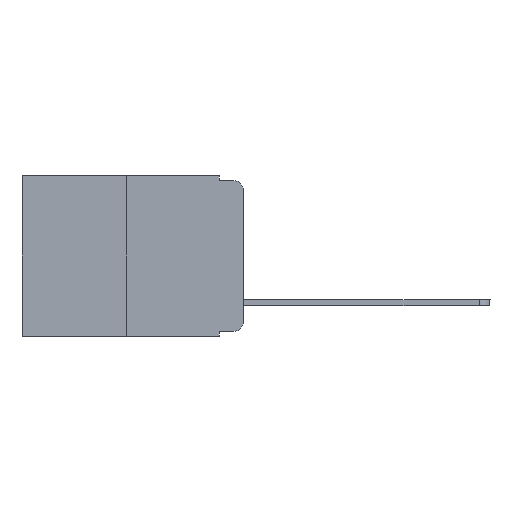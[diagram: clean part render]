
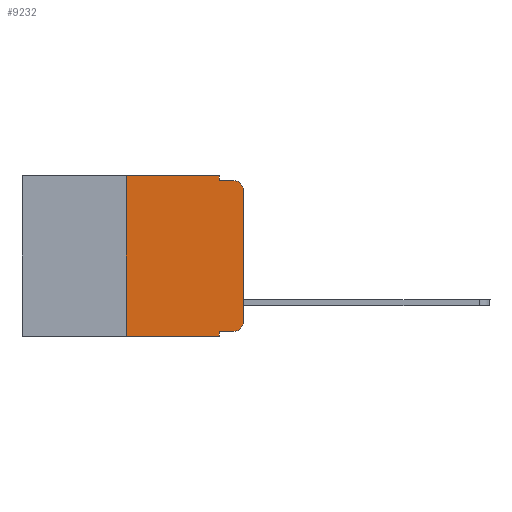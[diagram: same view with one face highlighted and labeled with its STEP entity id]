
A CAD part, left-side view. The second image highlights one B-rep face of the part: STEP entity #9232.
In plain terms, the highlighted planar face has unit normal (-1, 0, 0).
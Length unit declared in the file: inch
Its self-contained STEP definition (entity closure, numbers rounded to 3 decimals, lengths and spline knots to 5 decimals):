
#55 = VERTEX_POINT ( 'NONE', #7556 ) ;
#561 = CARTESIAN_POINT ( 'NONE',  ( 0., 0.473, -0.343 ) ) ;
#649 = VERTEX_POINT ( 'NONE', #15825 ) ;
#971 = ORIENTED_EDGE ( 'NONE', *, *, #19768, .T. ) ;
#1227 = VERTEX_POINT ( 'NONE', #14684 ) ;
#1338 = DIRECTION ( 'NONE',  ( -1., 0., 0. ) ) ;
#1551 = VERTEX_POINT ( 'NONE', #20458 ) ;
#1654 = ORIENTED_EDGE ( 'NONE', *, *, #15467, .T. ) ;
#1750 = CARTESIAN_POINT ( 'NONE',  ( 0., 0.051, -0.333 ) ) ;
#2871 = CARTESIAN_POINT ( 'NONE',  ( 0., 0.02, -0.03 ) ) ;
#2903 = CARTESIAN_POINT ( 'NONE',  ( 0., 0.051, 0. ) ) ;
#2972 = EDGE_CURVE ( 'NONE', #15651, #13131, #13043, .T. ) ;
#3047 = LINE ( 'NONE', #561, #16946 ) ;
#3072 = DIRECTION ( 'NONE',  ( 0., 0., 1. ) ) ;
#3872 = LINE ( 'NONE', #6810, #19775 ) ;
#3875 = FACE_OUTER_BOUND ( 'NONE', #4488, .T. ) ;
#4320 = EDGE_CURVE ( 'NONE', #11386, #649, #14892, .T. ) ;
#4342 = VECTOR ( 'NONE', #16782, 39.37008 ) ;
#4488 = EDGE_LOOP ( 'NONE', ( #1654, #11668, #20297, #20495, #16400, #16836, #17955, #12144, #13793, #971 ) ) ;
#4812 = CARTESIAN_POINT ( 'NONE',  ( 0., 0., -0.03 ) ) ;
#5090 = EDGE_CURVE ( 'NONE', #13131, #1551, #15377, .T. ) ;
#5095 = EDGE_CURVE ( 'NONE', #11451, #1551, #9708, .T. ) ;
#5241 = DIRECTION ( 'NONE',  ( 0., 0., 1. ) ) ;
#5310 = VECTOR ( 'NONE', #9115, 39.37008 ) ;
#5417 = DIRECTION ( 'NONE',  ( 0., -1., 0. ) ) ;
#5735 = EDGE_CURVE ( 'NONE', #13018, #1227, #8376, .T. ) ;
#5878 = CARTESIAN_POINT ( 'NONE',  ( 0., 0.051, 0. ) ) ;
#6046 = DIRECTION ( 'NONE',  ( 0., -1., 0. ) ) ;
#6360 = CARTESIAN_POINT ( 'NONE',  ( 0., 0.25, -0.343 ) ) ;
#6748 = CARTESIAN_POINT ( 'NONE',  ( 0., 0.051, -0.333 ) ) ;
#6810 = CARTESIAN_POINT ( 'NONE',  ( 0., 0., 0. ) ) ;
#6963 = LINE ( 'NONE', #6748, #19832 ) ;
#7556 = CARTESIAN_POINT ( 'NONE',  ( 0., 0.02, -0.333 ) ) ;
#8103 = EDGE_CURVE ( 'NONE', #13018, #55, #6963, .T. ) ;
#8376 = LINE ( 'NONE', #2903, #17652 ) ;
#9115 = DIRECTION ( 'NONE',  ( 0., -1., 0. ) ) ;
#9232 = ADVANCED_FACE ( 'NONE', ( #3875 ), #20318, .F. ) ;
#9515 = DIRECTION ( 'NONE',  ( 0., 0., -1. ) ) ;
#9708 = CIRCLE ( 'NONE', #11378, 0.02 ) ;
#9811 = CARTESIAN_POINT ( 'NONE',  ( 0., 0.051, 0. ) ) ;
#10526 = VECTOR ( 'NONE', #3072, 39.37008 ) ;
#10532 = DIRECTION ( 'NONE',  ( 1., 0., 0. ) ) ;
#11378 = AXIS2_PLACEMENT_3D ( 'NONE', #2871, #12559, #14206 ) ;
#11386 = VERTEX_POINT ( 'NONE', #6360 ) ;
#11451 = VERTEX_POINT ( 'NONE', #4812 ) ;
#11560 = AXIS2_PLACEMENT_3D ( 'NONE', #20391, #10532, #12052 ) ;
#11668 = ORIENTED_EDGE ( 'NONE', *, *, #5095, .T. ) ;
#11873 = CARTESIAN_POINT ( 'NONE',  ( 0., 0.051, -0.01 ) ) ;
#12052 = DIRECTION ( 'NONE',  ( 0., 0., -1. ) ) ;
#12144 = ORIENTED_EDGE ( 'NONE', *, *, #5735, .F. ) ;
#12559 = DIRECTION ( 'NONE',  ( -1., 0., 0. ) ) ;
#13018 = VERTEX_POINT ( 'NONE', #1750 ) ;
#13043 = LINE ( 'NONE', #9811, #4342 ) ;
#13131 = VERTEX_POINT ( 'NONE', #11873 ) ;
#13455 = CIRCLE ( 'NONE', #14320, 0.02 ) ;
#13793 = ORIENTED_EDGE ( 'NONE', *, *, #8103, .T. ) ;
#14206 = DIRECTION ( 'NONE',  ( 0., 0., -1. ) ) ;
#14320 = AXIS2_PLACEMENT_3D ( 'NONE', #20826, #1338, #9515 ) ;
#14684 = CARTESIAN_POINT ( 'NONE',  ( 0., 0.051, -0.343 ) ) ;
#14694 = CARTESIAN_POINT ( 'NONE',  ( 0., 0.25, 0. ) ) ;
#14859 = LINE ( 'NONE', #19352, #21308 ) ;
#14892 = LINE ( 'NONE', #14694, #10526 ) ;
#15377 = LINE ( 'NONE', #18875, #5310 ) ;
#15467 = EDGE_CURVE ( 'NONE', #17766, #11451, #3872, .T. ) ;
#15651 = VERTEX_POINT ( 'NONE', #5878 ) ;
#15825 = CARTESIAN_POINT ( 'NONE',  ( 0., 0.25, 0. ) ) ;
#16400 = ORIENTED_EDGE ( 'NONE', *, *, #16569, .F. ) ;
#16569 = EDGE_CURVE ( 'NONE', #649, #15651, #14859, .T. ) ;
#16782 = DIRECTION ( 'NONE',  ( 0., 0., -1. ) ) ;
#16836 = ORIENTED_EDGE ( 'NONE', *, *, #4320, .F. ) ;
#16946 = VECTOR ( 'NONE', #5417, 39.37008 ) ;
#17652 = VECTOR ( 'NONE', #21140, 39.37008 ) ;
#17686 = EDGE_CURVE ( 'NONE', #11386, #1227, #3047, .T. ) ;
#17766 = VERTEX_POINT ( 'NONE', #18712 ) ;
#17955 = ORIENTED_EDGE ( 'NONE', *, *, #17686, .T. ) ;
#18255 = DIRECTION ( 'NONE',  ( 0., -1., 0. ) ) ;
#18712 = CARTESIAN_POINT ( 'NONE',  ( 0., 0., -0.313 ) ) ;
#18875 = CARTESIAN_POINT ( 'NONE',  ( 0., 0.051, -0.01 ) ) ;
#19352 = CARTESIAN_POINT ( 'NONE',  ( 0., 0.473, 0. ) ) ;
#19768 = EDGE_CURVE ( 'NONE', #55, #17766, #13455, .T. ) ;
#19775 = VECTOR ( 'NONE', #5241, 39.37008 ) ;
#19832 = VECTOR ( 'NONE', #18255, 39.37008 ) ;
#20297 = ORIENTED_EDGE ( 'NONE', *, *, #5090, .F. ) ;
#20318 = PLANE ( 'NONE',  #11560 ) ;
#20391 = CARTESIAN_POINT ( 'NONE',  ( 0., 0.473, 0. ) ) ;
#20458 = CARTESIAN_POINT ( 'NONE',  ( 0., 0.02, -0.01 ) ) ;
#20495 = ORIENTED_EDGE ( 'NONE', *, *, #2972, .F. ) ;
#20826 = CARTESIAN_POINT ( 'NONE',  ( 0., 0.02, -0.313 ) ) ;
#21140 = DIRECTION ( 'NONE',  ( 0., 0., -1. ) ) ;
#21308 = VECTOR ( 'NONE', #6046, 39.37008 ) ;
